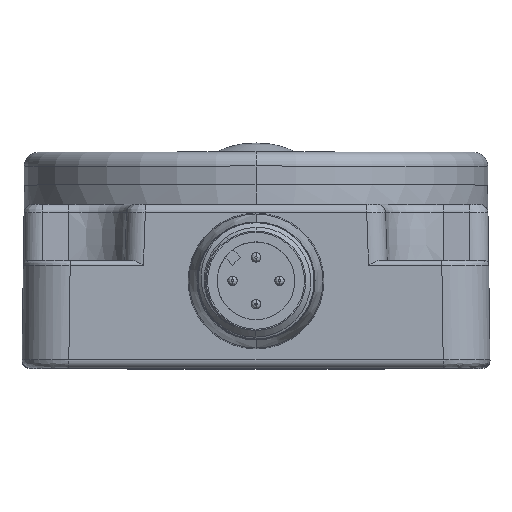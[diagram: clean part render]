
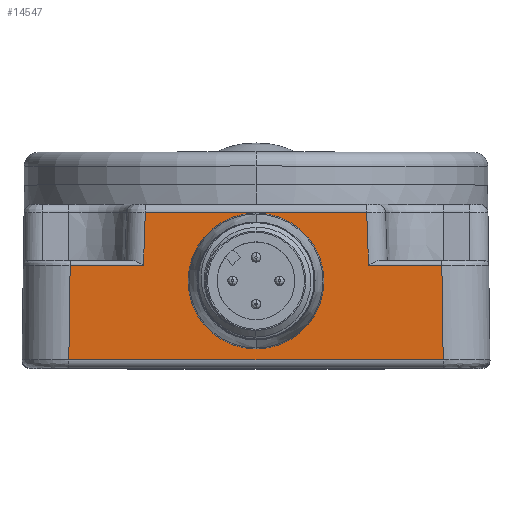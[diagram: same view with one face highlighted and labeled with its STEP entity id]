
A CAD part, top view. The second image highlights one B-rep face of the part: STEP entity #14547.
In plain terms, the highlighted planar face has unit normal (0, 0, 1).
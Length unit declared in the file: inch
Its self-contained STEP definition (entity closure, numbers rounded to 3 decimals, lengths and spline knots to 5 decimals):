
#1102=CARTESIAN_POINT('',(0.78133,0.31496,
1.37795));
#1133=DIRECTION('',(-1.,0.,0.));
#1134=VECTOR('',#1133,1.57376);
#1135=CARTESIAN_POINT('',(0.78688,-0.08268,
1.37795));
#1136=LINE('',#1135,#1134);
#1137=DIRECTION('',(-0.014,-1.,0.));
#1138=VECTOR('',#1137,0.39768);
#1139=CARTESIAN_POINT('',(-0.78133,0.31496,
1.37795));
#1140=LINE('',#1139,#1138);
#1141=DIRECTION('',(1.,0.,0.));
#1142=VECTOR('',#1141,0.30825);
#1143=CARTESIAN_POINT('',(-0.78133,0.31496,
1.37795));
#1144=LINE('',#1143,#1142);
#1145=DIRECTION('',(1.,0.,0.));
#1146=VECTOR('',#1145,0.93076);
#1147=CARTESIAN_POINT('',(-0.46538,0.53543,
1.37795));
#1148=LINE('',#1147,#1146);
#1149=DIRECTION('',(1.,0.,0.));
#1150=VECTOR('',#1149,0.30825);
#1151=CARTESIAN_POINT('',(0.47308,0.31496,
1.37795));
#1152=LINE('',#1151,#1150);
#1153=DIRECTION('',(-0.014,1.,0.));
#1154=VECTOR('',#1153,0.39768);
#1155=CARTESIAN_POINT('',(0.78688,-0.08268,
1.37795));
#1156=LINE('',#1155,#1154);
#1157=CARTESIAN_POINT('',(0.,0.24803,1.37795));
#1158=DIRECTION('',(0.,0.,1.));
#1159=DIRECTION('',(0.,1.,0.));
#1160=AXIS2_PLACEMENT_3D('',#1157,#1158,#1159);
#1162=CARTESIAN_POINT('',(0.,0.24803,1.37795));
#1163=DIRECTION('',(0.,0.,1.));
#1164=DIRECTION('',(0.,-1.,0.));
#1165=AXIS2_PLACEMENT_3D('',#1162,#1163,#1164);
#1460=CARTESIAN_POINT('',(0.46538,0.53543,
1.37795));
#1493=DIRECTION('',(-0.035,0.999,0.));
#1494=VECTOR('',#1493,0.22061);
#1495=CARTESIAN_POINT('',(0.47308,0.31496,
1.37795));
#1496=LINE('',#1495,#1494);
#1542=DIRECTION('',(-0.035,-0.999,0.));
#1543=VECTOR('',#1542,0.22061);
#1544=CARTESIAN_POINT('',(-0.46538,0.53543,
1.37795));
#1545=LINE('',#1544,#1543);
#12880=CARTESIAN_POINT('',(0.78688,-0.08268,
1.37795));
#12881=CARTESIAN_POINT('',(-0.78688,-0.08268,
1.37795));
#12882=VERTEX_POINT('',#12880);
#12883=VERTEX_POINT('',#12881);
#12901=VERTEX_POINT('',#1460);
#12904=CARTESIAN_POINT('',(-0.46538,0.53543,
1.37795));
#12905=VERTEX_POINT('',#12904);
#13303=VERTEX_POINT('',#1102);
#13306=CARTESIAN_POINT('',(0.47308,0.31496,
1.37795));
#13307=VERTEX_POINT('',#13306);
#13308=CARTESIAN_POINT('',(-0.78133,0.31496,
1.37795));
#13309=CARTESIAN_POINT('',(-0.47308,0.31496,
1.37795));
#13310=VERTEX_POINT('',#13308);
#13311=VERTEX_POINT('',#13309);
#13413=CARTESIAN_POINT('',(0.,0.53346,1.37795));
#13414=CARTESIAN_POINT('',(0.,-0.0374,1.37795));
#13415=VERTEX_POINT('',#13413);
#13416=VERTEX_POINT('',#13414);
#14520=CARTESIAN_POINT('',(-0.98425,-0.11811,
1.37795));
#14521=DIRECTION('',(0.,0.,1.));
#14522=DIRECTION('',(1.,0.,0.));
#14523=AXIS2_PLACEMENT_3D('',#14520,#14521,#14522);
#14524=PLANE('',#14523);
#14525=ORIENTED_EDGE('',*,*,#13971,.T.);
#14527=ORIENTED_EDGE('',*,*,#14526,.F.);
#14529=ORIENTED_EDGE('',*,*,#14528,.T.);
#14531=ORIENTED_EDGE('',*,*,#14530,.F.);
#14533=ORIENTED_EDGE('',*,*,#14532,.T.);
#14535=ORIENTED_EDGE('',*,*,#14534,.F.);
#14537=ORIENTED_EDGE('',*,*,#14536,.T.);
#14538=ORIENTED_EDGE('',*,*,#14512,.F.);
#14539=EDGE_LOOP('',(#14525,#14527,#14529,#14531,#14533,#14535,#14537,#14538));
#14540=FACE_OUTER_BOUND('',#14539,.F.);
#14542=ORIENTED_EDGE('',*,*,#14541,.T.);
#14544=ORIENTED_EDGE('',*,*,#14543,.T.);
#14545=EDGE_LOOP('',(#14542,#14544));
#14546=FACE_BOUND('',#14545,.F.);
#14547=ADVANCED_FACE('',(#14540,#14546),#14524,.T.);
#1161=CIRCLE('',#1160,0.28543);
#1166=CIRCLE('',#1165,0.28543);
#13971=EDGE_CURVE('',#12882,#12883,#1136,.T.);
#14512=EDGE_CURVE('',#12882,#13303,#1156,.T.);
#14526=EDGE_CURVE('',#13310,#12883,#1140,.T.);
#14528=EDGE_CURVE('',#13310,#13311,#1144,.T.);
#14530=EDGE_CURVE('',#12905,#13311,#1545,.T.);
#14532=EDGE_CURVE('',#12905,#12901,#1148,.T.);
#14534=EDGE_CURVE('',#13307,#12901,#1496,.T.);
#14536=EDGE_CURVE('',#13307,#13303,#1152,.T.);
#14541=EDGE_CURVE('',#13415,#13416,#1161,.T.);
#14543=EDGE_CURVE('',#13416,#13415,#1166,.T.);
